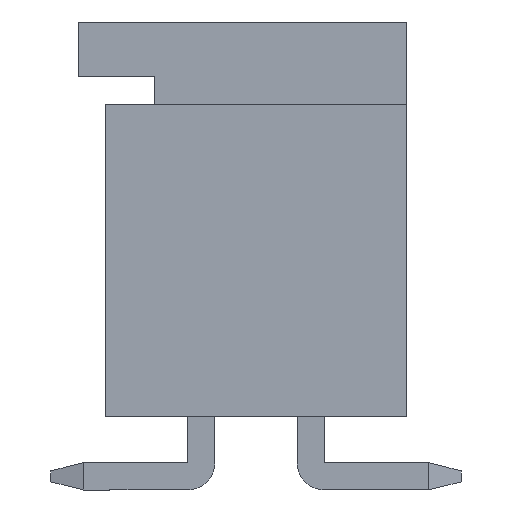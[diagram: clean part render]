
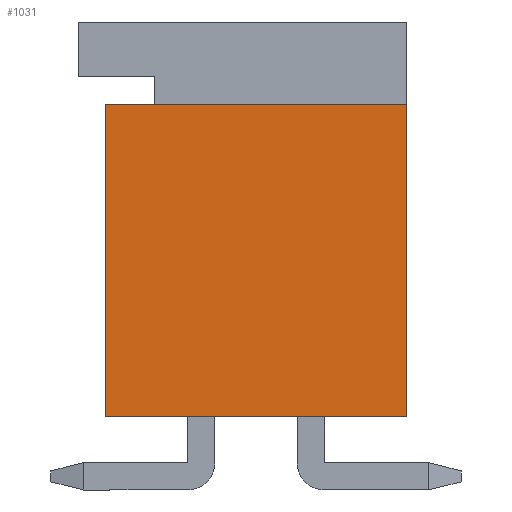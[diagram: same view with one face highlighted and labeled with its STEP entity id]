
A CAD part, left-side view. The second image highlights one B-rep face of the part: STEP entity #1031.
In plain terms, the highlighted planar face has unit normal (-1, 0, 0).
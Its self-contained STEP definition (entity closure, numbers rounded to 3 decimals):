
#1031 = ADVANCED_FACE( '', ( #1945 ), #1946, .T. );
#1945 = FACE_OUTER_BOUND( '', #2776, .T. );
#1946 = PLANE( '', #2777 );
#2776 = EDGE_LOOP( '', ( #5311, #5312, #5313, #5314 ) );
#2777 = AXIS2_PLACEMENT_3D( '', #5315, #5316, #5317 );
#5311 = ORIENTED_EDGE( '', *, *, #5720, .F. );
#5312 = ORIENTED_EDGE( '', *, *, #6208, .F. );
#5313 = ORIENTED_EDGE( '', *, *, #6001, .T. );
#5314 = ORIENTED_EDGE( '', *, *, #5972, .T. );
#5315 = CARTESIAN_POINT( '', ( -13.625, -2.75, -2.85 ) );
#5316 = DIRECTION( '', ( -1., 0., 0. ) );
#5317 = DIRECTION( '', ( 0., 0., 1. ) );
#5720 = EDGE_CURVE( '', #7036, #7038, #7039, .T. );
#5972 = EDGE_CURVE( '', #7409, #7038, #7410, .T. );
#6001 = EDGE_CURVE( '', #7450, #7409, #7451, .T. );
#6208 = EDGE_CURVE( '', #7450, #7036, #7713, .T. );
#7036 = VERTEX_POINT( '', #8887 );
#7038 = VERTEX_POINT( '', #8890 );
#7039 = LINE( '', #8891, #8892 );
#7409 = VERTEX_POINT( '', #9453 );
#7410 = LINE( '', #9454, #9455 );
#7450 = VERTEX_POINT( '', #9515 );
#7451 = LINE( '', #9516, #9517 );
#7713 = LINE( '', #9923, #9924 );
#8887 = CARTESIAN_POINT( '', ( -13.625, 2.75, -2.85 ) );
#8890 = CARTESIAN_POINT( '', ( -13.625, 2.75, 2.85 ) );
#8891 = CARTESIAN_POINT( '', ( -13.625, 2.75, -2.85 ) );
#8892 = VECTOR( '', #10444, 1000. );
#9453 = CARTESIAN_POINT( '', ( -13.625, -2.75, 2.85 ) );
#9454 = CARTESIAN_POINT( '', ( -13.625, -2.75, 2.85 ) );
#9455 = VECTOR( '', #10636, 1000. );
#9515 = CARTESIAN_POINT( '', ( -13.625, -2.75, -2.85 ) );
#9516 = CARTESIAN_POINT( '', ( -13.625, -2.75, -2.85 ) );
#9517 = VECTOR( '', #10657, 1000. );
#9923 = CARTESIAN_POINT( '', ( -13.625, -2.75, -2.85 ) );
#9924 = VECTOR( '', #10802, 1000. );
#10444 = DIRECTION( '', ( 0., 0., 1. ) );
#10636 = DIRECTION( '', ( 0., 1., 0. ) );
#10657 = DIRECTION( '', ( 0., 0., 1. ) );
#10802 = DIRECTION( '', ( 0., 1., 0. ) );
